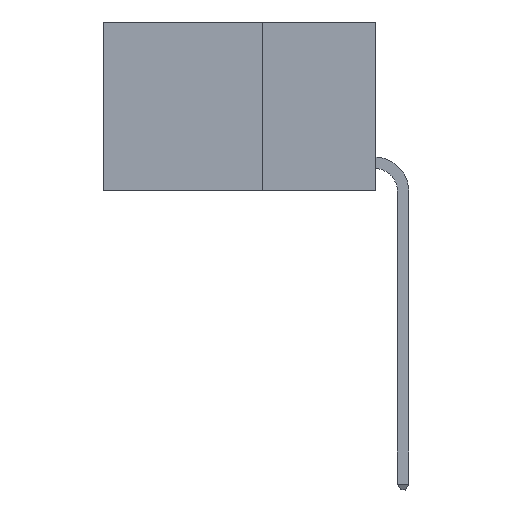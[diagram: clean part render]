
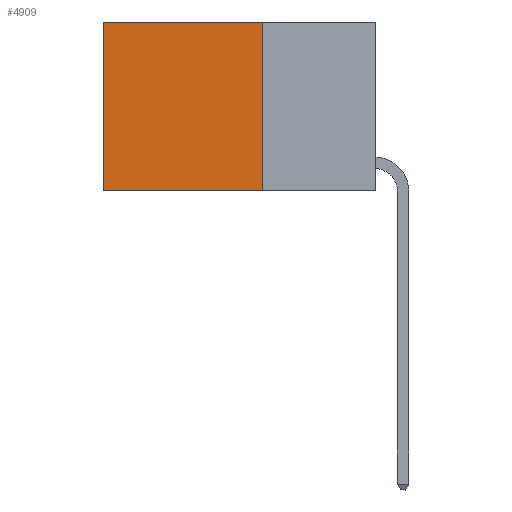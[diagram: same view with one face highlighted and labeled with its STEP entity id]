
A CAD part, left-side view. The second image highlights one B-rep face of the part: STEP entity #4909.
In plain terms, the highlighted planar face has unit normal (-1, 0, 0).
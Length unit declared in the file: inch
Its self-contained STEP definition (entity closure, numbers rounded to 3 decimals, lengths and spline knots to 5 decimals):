
#625 = ORIENTED_EDGE ( 'NONE', *, *, #19624, .F. ) ;
#1142 = VERTEX_POINT ( 'NONE', #21227 ) ;
#1353 = VECTOR ( 'NONE', #19539, 39.37008 ) ;
#3509 = AXIS2_PLACEMENT_3D ( 'NONE', #10427, #22978, #12226 ) ;
#3835 = CARTESIAN_POINT ( 'NONE',  ( 0.2625, 0.6, 0. ) ) ;
#4542 = VERTEX_POINT ( 'NONE', #3835 ) ;
#4909 = ADVANCED_FACE ( 'NONE', ( #20501 ), #21193, .F. ) ;
#5003 = VERTEX_POINT ( 'NONE', #5173 ) ;
#5173 = CARTESIAN_POINT ( 'NONE',  ( 0.2625, 0.25, -0.37 ) ) ;
#5721 = DIRECTION ( 'NONE',  ( 0., 1., 0. ) ) ;
#6179 = ORIENTED_EDGE ( 'NONE', *, *, #16658, .F. ) ;
#6235 = LINE ( 'NONE', #17825, #1353 ) ;
#6865 = EDGE_CURVE ( 'NONE', #12933, #4542, #6235, .T. ) ;
#7398 = DIRECTION ( 'NONE',  ( 0., 0., -1. ) ) ;
#7797 = VECTOR ( 'NONE', #5721, 39.37008 ) ;
#8449 = DIRECTION ( 'NONE',  ( 0., 0., -1. ) ) ;
#9177 = EDGE_LOOP ( 'NONE', ( #17145, #625, #6179, #12734 ) ) ;
#9412 = EDGE_CURVE ( 'NONE', #4542, #1142, #19884, .T. ) ;
#10315 = VECTOR ( 'NONE', #8449, 39.37008 ) ;
#10427 = CARTESIAN_POINT ( 'NONE',  ( 0.2625, 0.25, 0. ) ) ;
#12226 = DIRECTION ( 'NONE',  ( 0., 0., -1. ) ) ;
#12734 = ORIENTED_EDGE ( 'NONE', *, *, #6865, .T. ) ;
#12933 = VERTEX_POINT ( 'NONE', #18311 ) ;
#14818 = CARTESIAN_POINT ( 'NONE',  ( 0.2625, 0.25, -0.37 ) ) ;
#16658 = EDGE_CURVE ( 'NONE', #12933, #5003, #18406, .T. ) ;
#17145 = ORIENTED_EDGE ( 'NONE', *, *, #9412, .T. ) ;
#17482 = CARTESIAN_POINT ( 'NONE',  ( 0.2625, 0.6, 0. ) ) ;
#17825 = CARTESIAN_POINT ( 'NONE',  ( 0.2625, 0.25, 0. ) ) ;
#18311 = CARTESIAN_POINT ( 'NONE',  ( 0.2625, 0.25, 0. ) ) ;
#18406 = LINE ( 'NONE', #19968, #19525 ) ;
#19525 = VECTOR ( 'NONE', #7398, 39.37008 ) ;
#19539 = DIRECTION ( 'NONE',  ( 0., 1., 0. ) ) ;
#19624 = EDGE_CURVE ( 'NONE', #5003, #1142, #21633, .T. ) ;
#19884 = LINE ( 'NONE', #17482, #10315 ) ;
#19968 = CARTESIAN_POINT ( 'NONE',  ( 0.2625, 0.25, 0. ) ) ;
#20501 = FACE_OUTER_BOUND ( 'NONE', #9177, .T. ) ;
#21193 = PLANE ( 'NONE',  #3509 ) ;
#21227 = CARTESIAN_POINT ( 'NONE',  ( 0.2625, 0.6, -0.37 ) ) ;
#21633 = LINE ( 'NONE', #14818, #7797 ) ;
#22978 = DIRECTION ( 'NONE',  ( 1., 0., 0. ) ) ;
